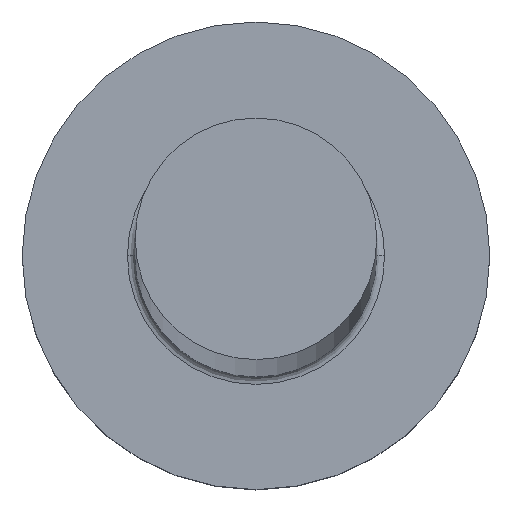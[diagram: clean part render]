
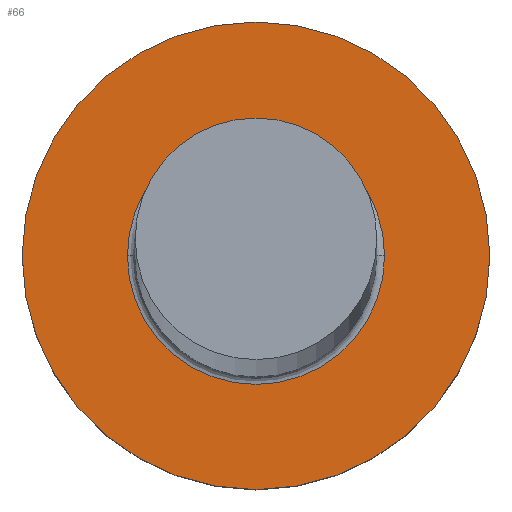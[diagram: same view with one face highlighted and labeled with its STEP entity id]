
A CAD part, top view. The second image highlights one B-rep face of the part: STEP entity #66.
In plain terms, the highlighted planar face has unit normal (0, 0, 1).
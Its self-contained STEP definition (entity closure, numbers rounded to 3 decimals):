
#12 = CARTESIAN_POINT ( 'NONE',  ( 0., 0., 5. ) ) ;
#18 = CIRCLE ( 'NONE', #204, 3.3 ) ;
#19 = CARTESIAN_POINT ( 'NONE',  ( 0., 0., 5. ) ) ;
#21 = CARTESIAN_POINT ( 'NONE',  ( -3.3, 0., 5. ) ) ;
#23 = AXIS2_PLACEMENT_3D ( 'NONE', #19, #167, #300 ) ;
#30 = VERTEX_POINT ( 'NONE', #293 ) ;
#37 = ORIENTED_EDGE ( 'NONE', *, *, #86, .T. ) ;
#39 = EDGE_LOOP ( 'NONE', ( #200, #157 ) ) ;
#47 = DIRECTION ( 'NONE',  ( 1., 0., 0. ) ) ;
#51 = DIRECTION ( 'NONE',  ( 1., 0., 0. ) ) ;
#57 = CARTESIAN_POINT ( 'NONE',  ( 3.3, 0., 5. ) ) ;
#66 = ADVANCED_FACE ( 'NONE', ( #70, #194 ), #169, .T. ) ;
#70 = FACE_BOUND ( 'NONE', #39, .T. ) ;
#86 = EDGE_CURVE ( 'NONE', #30, #178, #115, .T. ) ;
#92 = VERTEX_POINT ( 'NONE', #21 ) ;
#94 = DIRECTION ( 'NONE',  ( 0., 0., -1. ) ) ;
#97 = AXIS2_PLACEMENT_3D ( 'NONE', #233, #254, #47 ) ;
#105 = CARTESIAN_POINT ( 'NONE',  ( 0., 0., 5. ) ) ;
#109 = AXIS2_PLACEMENT_3D ( 'NONE', #105, #216, #51 ) ;
#112 = CARTESIAN_POINT ( 'NONE',  ( 6., 0., 5. ) ) ;
#115 = CIRCLE ( 'NONE', #23, 6. ) ;
#119 = DIRECTION ( 'NONE',  ( 1., 0., 0. ) ) ;
#124 = CIRCLE ( 'NONE', #97, 3.3 ) ;
#132 = EDGE_LOOP ( 'NONE', ( #37, #160 ) ) ;
#144 = EDGE_CURVE ( 'NONE', #92, #220, #124, .T. ) ;
#157 = ORIENTED_EDGE ( 'NONE', *, *, #144, .T. ) ;
#160 = ORIENTED_EDGE ( 'NONE', *, *, #225, .T. ) ;
#167 = DIRECTION ( 'NONE',  ( 0., 0., 1. ) ) ;
#169 = PLANE ( 'NONE',  #301 ) ;
#177 = EDGE_CURVE ( 'NONE', #220, #92, #18, .T. ) ;
#178 = VERTEX_POINT ( 'NONE', #112 ) ;
#187 = DIRECTION ( 'NONE',  ( 1., 0., 0. ) ) ;
#193 = CARTESIAN_POINT ( 'NONE',  ( 0., 0., 5. ) ) ;
#194 = FACE_OUTER_BOUND ( 'NONE', #132, .T. ) ;
#200 = ORIENTED_EDGE ( 'NONE', *, *, #177, .T. ) ;
#204 = AXIS2_PLACEMENT_3D ( 'NONE', #12, #94, #187 ) ;
#216 = DIRECTION ( 'NONE',  ( 0., 0., 1. ) ) ;
#220 = VERTEX_POINT ( 'NONE', #57 ) ;
#225 = EDGE_CURVE ( 'NONE', #178, #30, #285, .T. ) ;
#233 = CARTESIAN_POINT ( 'NONE',  ( 0., 0., 5. ) ) ;
#254 = DIRECTION ( 'NONE',  ( 0., 0., -1. ) ) ;
#279 = DIRECTION ( 'NONE',  ( 0., 0., 1. ) ) ;
#285 = CIRCLE ( 'NONE', #109, 6. ) ;
#293 = CARTESIAN_POINT ( 'NONE',  ( -6., 0., 5. ) ) ;
#300 = DIRECTION ( 'NONE',  ( 1., 0., 0. ) ) ;
#301 = AXIS2_PLACEMENT_3D ( 'NONE', #193, #279, #119 ) ;
